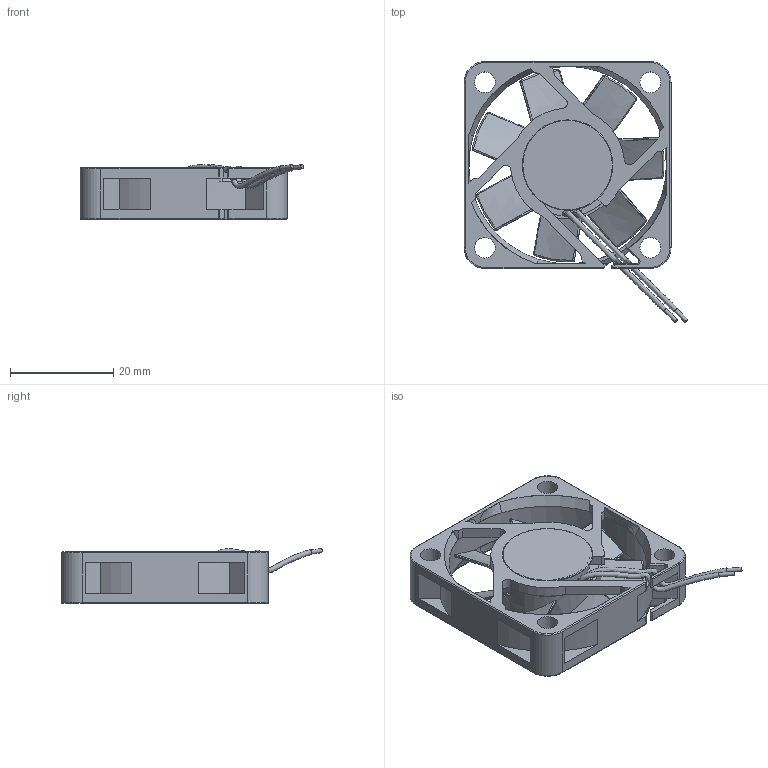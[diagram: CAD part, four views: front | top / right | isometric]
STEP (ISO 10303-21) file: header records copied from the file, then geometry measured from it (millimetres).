
FILE_DESCRIPTION(/* description */ (''),/* implementation_level */ '2;1');
FILE_NAME(/* name */ 'SUNON MF4010 v5.step',/* time_stamp */ '2021-03-06T18:12:01+01:00',/* author */ (''),/* organization */ (''),/* preprocessor_version */ 'ST-DEVELOPER v18.1',/* originating_system */ 'Autodesk Translation Framework v9.10.0.1330',/* authorisation */ '');
FILE_SCHEMA (('AUTOMOTIVE_DESIGN { 1 0 10303 214 3 1 1 }'));
Length unit declared in the file: millimetre
Products named in the file (1): SUNON MF4010
Bounding box: 43.25 x 50.42 x 10.6 mm (x, y, z)
Volume: 4819.6 mm3; surface area: 10362.7 mm2
Topology: 8 solids, 19 shells, 390 faces, 952 edges, 596 vertices
Faces by surface type: plane 162, bspline 123, cylinder 75, cone 17, torus 13
Full cylindrical faces by diameter (mm): 0.789 x1, 0.8 x1, 1.5 x3, 4 x4, 19.754 x1, 38.2 x1
Entity records: 21970 total; most frequent: CARTESIAN_POINT 13613, ORIENTED_EDGE 1858, DIRECTION 1429, EDGE_CURVE 929, VERTEX_POINT 596, AXIS2_PLACEMENT_3D 516, EDGE_LOOP 426, LINE 397
